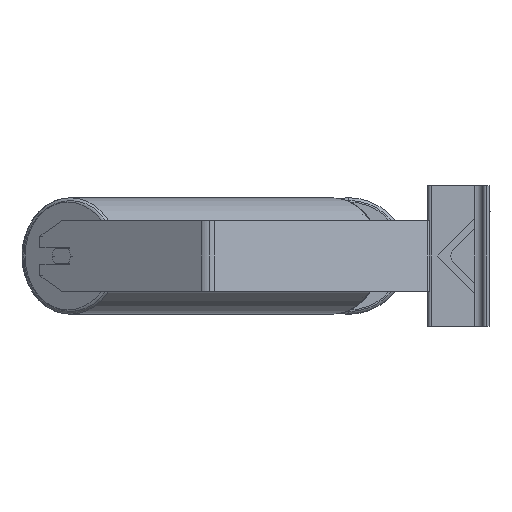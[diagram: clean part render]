
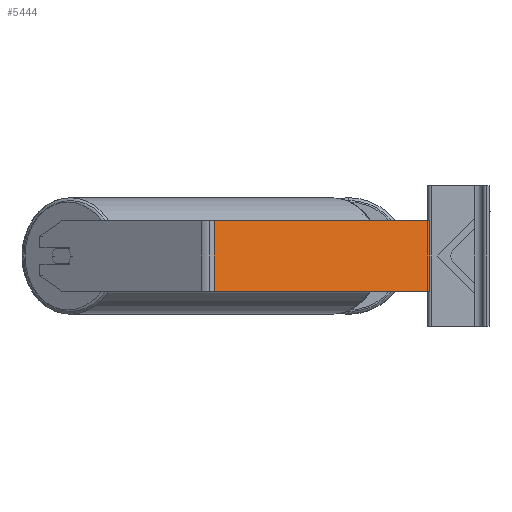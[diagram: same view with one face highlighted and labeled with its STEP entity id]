
A CAD part, left-side view. The second image highlights one B-rep face of the part: STEP entity #5444.
In plain terms, the highlighted planar face has unit normal (-0.94, -0.342, 0).
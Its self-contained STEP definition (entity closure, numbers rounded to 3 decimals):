
#581 = CARTESIAN_POINT ( 'NONE',  ( -876.857, 254.406, -40. ) ) ;
#639 = DIRECTION ( 'NONE',  ( 0., 0., -1. ) ) ;
#748 = EDGE_CURVE ( 'NONE', #7116, #4365, #2123, .T. ) ;
#1421 = VERTEX_POINT ( 'NONE', #581 ) ;
#1602 = CARTESIAN_POINT ( 'NONE',  ( -876.857, 254.406, 40. ) ) ;
#1828 = VERTEX_POINT ( 'NONE', #6296 ) ;
#1883 = VECTOR ( 'NONE', #639, 1000. ) ;
#2123 = LINE ( 'NONE', #5539, #8811 ) ;
#2396 = ORIENTED_EDGE ( 'NONE', *, *, #7022, .F. ) ;
#2733 = ORIENTED_EDGE ( 'NONE', *, *, #748, .F. ) ;
#3459 = CARTESIAN_POINT ( 'NONE',  ( -879.706, 262.233, 40. ) ) ;
#3827 = EDGE_CURVE ( 'NONE', #7116, #1421, #8377, .T. ) ;
#4365 = VERTEX_POINT ( 'NONE', #10944 ) ;
#4776 = EDGE_LOOP ( 'NONE', ( #6680, #2396, #2733, #9048 ) ) ;
#4823 = LINE ( 'NONE', #8224, #9818 ) ;
#5444 = ADVANCED_FACE ( 'NONE', ( #10139 ), #6476, .F. ) ;
#5539 = CARTESIAN_POINT ( 'NONE',  ( -879.706, 262.233, 40. ) ) ;
#5652 = DIRECTION ( 'NONE',  ( 0.342, -0.94, 0. ) ) ;
#5877 = AXIS2_PLACEMENT_3D ( 'NONE', #3459, #6085, #8426 ) ;
#6085 = DIRECTION ( 'NONE',  ( 0.94, 0.342, 0. ) ) ;
#6296 = CARTESIAN_POINT ( 'NONE',  ( -787.518, 8.948, -40. ) ) ;
#6476 = PLANE ( 'NONE',  #5877 ) ;
#6680 = ORIENTED_EDGE ( 'NONE', *, *, #7649, .T. ) ;
#6978 = VECTOR ( 'NONE', #9913, 1000. ) ;
#7022 = EDGE_CURVE ( 'NONE', #4365, #1828, #8962, .T. ) ;
#7116 = VERTEX_POINT ( 'NONE', #1602 ) ;
#7376 = CARTESIAN_POINT ( 'NONE',  ( -876.857, 254.406, 40. ) ) ;
#7649 = EDGE_CURVE ( 'NONE', #1421, #1828, #4823, .T. ) ;
#7899 = DIRECTION ( 'NONE',  ( 0.342, -0.94, 0. ) ) ;
#8224 = CARTESIAN_POINT ( 'NONE',  ( -879.706, 262.233, -40. ) ) ;
#8377 = LINE ( 'NONE', #7376, #1883 ) ;
#8426 = DIRECTION ( 'NONE',  ( -0.342, 0.94, 0. ) ) ;
#8811 = VECTOR ( 'NONE', #7899, 1000. ) ;
#8962 = LINE ( 'NONE', #9084, #6978 ) ;
#9048 = ORIENTED_EDGE ( 'NONE', *, *, #3827, .T. ) ;
#9084 = CARTESIAN_POINT ( 'NONE',  ( -787.518, 8.948, 40. ) ) ;
#9818 = VECTOR ( 'NONE', #5652, 1000. ) ;
#9913 = DIRECTION ( 'NONE',  ( 0., 0., -1. ) ) ;
#10139 = FACE_OUTER_BOUND ( 'NONE', #4776, .T. ) ;
#10944 = CARTESIAN_POINT ( 'NONE',  ( -787.518, 8.948, 40. ) ) ;
